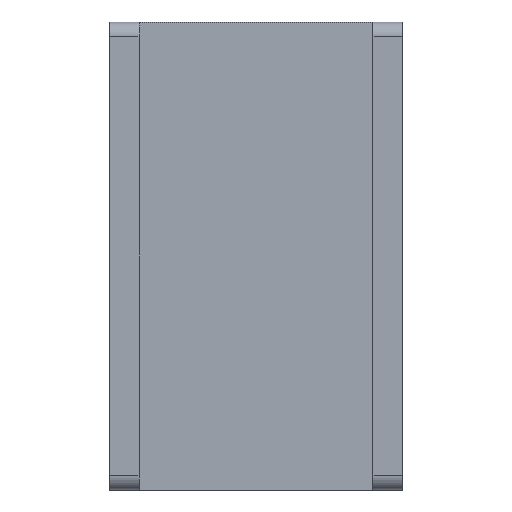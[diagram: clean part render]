
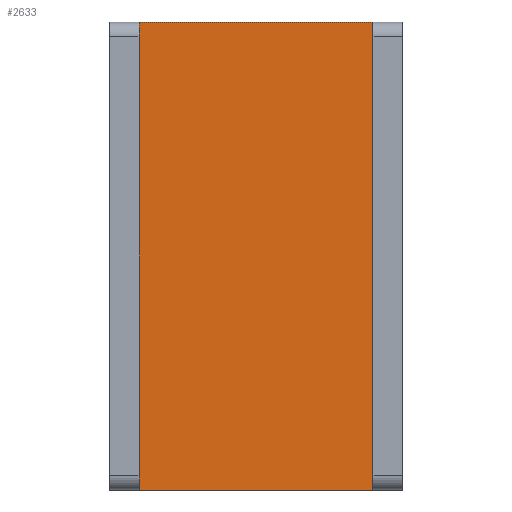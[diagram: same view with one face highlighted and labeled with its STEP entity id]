
A CAD part, front view. The second image highlights one B-rep face of the part: STEP entity #2633.
In plain terms, the highlighted planar face has unit normal (0, -1, 0).
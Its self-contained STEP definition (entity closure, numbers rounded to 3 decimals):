
#184 = ORIENTED_EDGE ( 'NONE', *, *, #733, .T. ) ;
#349 = LINE ( 'NONE', #594, #2770 ) ;
#548 = VECTOR ( 'NONE', #2549, 1000. ) ;
#552 = LINE ( 'NONE', #2165, #1301 ) ;
#594 = CARTESIAN_POINT ( 'NONE',  ( 8., -2., 16. ) ) ;
#733 = EDGE_CURVE ( 'NONE', #1576, #1222, #784, .T. ) ;
#747 = DIRECTION ( 'NONE',  ( 0., 0., -1. ) ) ;
#784 = LINE ( 'NONE', #1217, #1177 ) ;
#887 = CARTESIAN_POINT ( 'NONE',  ( 8., -2., 16. ) ) ;
#908 = DIRECTION ( 'NONE',  ( 0., 1., 0. ) ) ;
#926 = VERTEX_POINT ( 'NONE', #1956 ) ;
#1030 = CARTESIAN_POINT ( 'NONE',  ( -8., -2., -16. ) ) ;
#1177 = VECTOR ( 'NONE', #747, 1000. ) ;
#1217 = CARTESIAN_POINT ( 'NONE',  ( -8., -2., 16. ) ) ;
#1222 = VERTEX_POINT ( 'NONE', #1030 ) ;
#1296 = EDGE_CURVE ( 'NONE', #2676, #926, #552, .T. ) ;
#1301 = VECTOR ( 'NONE', #2134, 1000. ) ;
#1366 = LINE ( 'NONE', #1653, #548 ) ;
#1384 = CARTESIAN_POINT ( 'NONE',  ( -8., -2., 16. ) ) ;
#1576 = VERTEX_POINT ( 'NONE', #1384 ) ;
#1584 = CARTESIAN_POINT ( 'NONE',  ( 8., -2., 16. ) ) ;
#1603 = EDGE_CURVE ( 'NONE', #1222, #926, #1366, .T. ) ;
#1653 = CARTESIAN_POINT ( 'NONE',  ( 8., -2., -16. ) ) ;
#1838 = ORIENTED_EDGE ( 'NONE', *, *, #2417, .F. ) ;
#1844 = FACE_OUTER_BOUND ( 'NONE', #2440, .T. ) ;
#1956 = CARTESIAN_POINT ( 'NONE',  ( 8., -2., -16. ) ) ;
#2007 = PLANE ( 'NONE',  #2751 ) ;
#2134 = DIRECTION ( 'NONE',  ( 0., 0., -1. ) ) ;
#2165 = CARTESIAN_POINT ( 'NONE',  ( 8., -2., 16. ) ) ;
#2417 = EDGE_CURVE ( 'NONE', #1576, #2676, #349, .T. ) ;
#2440 = EDGE_LOOP ( 'NONE', ( #2651, #2876, #1838, #184 ) ) ;
#2549 = DIRECTION ( 'NONE',  ( 1., 0., 0. ) ) ;
#2633 = ADVANCED_FACE ( 'NONE', ( #1844 ), #2007, .F. ) ;
#2651 = ORIENTED_EDGE ( 'NONE', *, *, #1603, .T. ) ;
#2676 = VERTEX_POINT ( 'NONE', #1584 ) ;
#2751 = AXIS2_PLACEMENT_3D ( 'NONE', #887, #908, #2917 ) ;
#2770 = VECTOR ( 'NONE', #2832, 1000. ) ;
#2832 = DIRECTION ( 'NONE',  ( 1., 0., 0. ) ) ;
#2876 = ORIENTED_EDGE ( 'NONE', *, *, #1296, .F. ) ;
#2917 = DIRECTION ( 'NONE',  ( 0., 0., 1. ) ) ;
